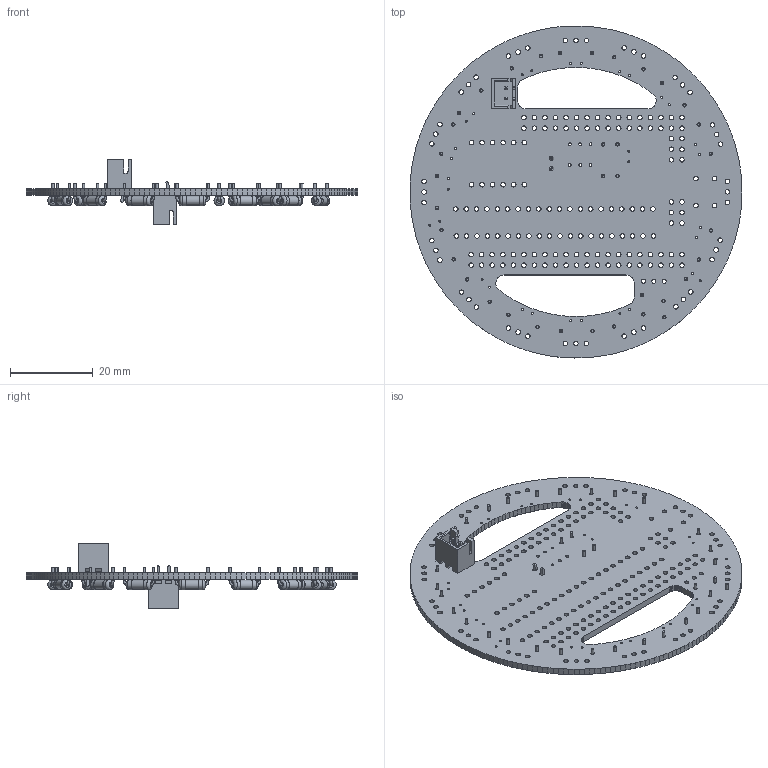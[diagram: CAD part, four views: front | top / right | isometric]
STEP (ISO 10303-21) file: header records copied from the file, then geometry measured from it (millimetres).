
FILE_DESCRIPTION(('KiCad electronic assembly'),'2;1');
FILE_NAME('BallSensor_ArduinoMEGA2560.step','2024-04-29T21:44:03',( 'Pcbnew'),('Kicad'),'Open CASCADE STEP processor 7.6', 'KiCad to STEP converter','Unknown');
FILE_SCHEMA(('AUTOMOTIVE_DESIGN { 1 0 10303 214 1 1 1 1 }'));
Length unit declared in the file: millimetre
Products named in the file (6): BallSensor_ArduinoMEGA2560 1; JST_XH_B2B-XH-A_1x02_P2.50mm_Vertical; SOLID; R_Axial_DIN0207_L6.3mm_D2.5mm_P7.62mm_Horizontal; BallSensor_ArduinoMEGA2560 PCB
Assembly tree (23 placements, depth 3):
  BallSensor_ArduinoMEGA2560 1
    JST_XH_B2B-XH-A_1x02_P2.50mm_Vertical  x2
      SOLID
    R_Axial_DIN0207_L6.3mm_D2.5mm_P7.62mm_Horizontal  x18
      SOLID
    BallSensor_ArduinoMEGA2560 PCB
Bounding box: 80 x 80 x 15.7 mm (x, y, z)
Volume: 7669.4 mm3; surface area: 12589.5 mm2
Topology: 21 solids, 21 shells, 1056 faces, 2710 edges, 1776 vertices
Faces by surface type: plane 615, cylinder 369, torus 72
Full cylindrical faces by diameter (mm): 0.5 x32, 0.6 x36, 0.7 x6, 0.8 x36, 1 x7, 1.1 x190, 2.25 x18, 2.5 x36
Entity records: 55533 total; most frequent: CARTESIAN_POINT 12810, DIRECTION 7722, LINE 5110, VECTOR 5110, ORIENTED_EDGE 4160, PCURVE 4160, DEFINITIONAL_REPRESENTATION 4160, EDGE_CURVE 2080
